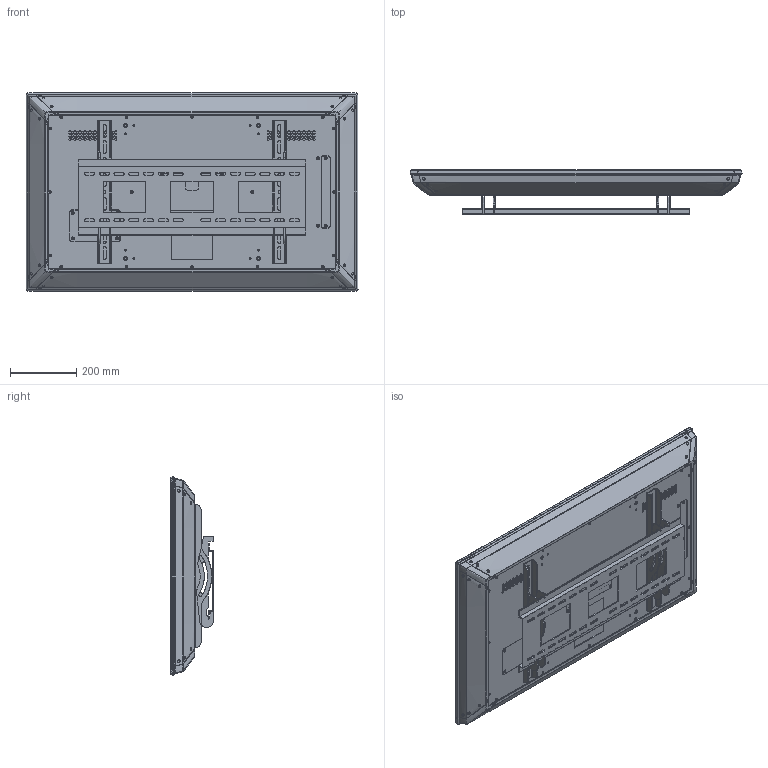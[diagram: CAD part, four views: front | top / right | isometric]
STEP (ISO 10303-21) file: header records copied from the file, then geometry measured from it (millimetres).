
FILE_DESCRIPTION (( 'STEP AP214' ), '1' );
FILE_NAME ('43 Presenter with Mount.STEP', '2020-09-14T16:25:14', ( '' ), ( '' ), 'SwSTEP 2.0', 'SolidWorks 2019', '' );
FILE_SCHEMA (( 'AUTOMOTIVE_DESIGN' ));
Length unit declared in the file: inch
Products named in the file (5): Presenter Mount; 43 Presenter; 43 Presenter with Mount
Assembly tree (2 placements, depth 2):
  Presenter Mount
  43 Presenter
  43 Presenter with Mount
    Presenter Mount
    43 Presenter
Bounding box: 998.74 x 131.98 x 595.84 mm (x, y, z)
Volume: 39616718.8 mm3; surface area: 1910680.8 mm2
Topology: 2 solids, 2 shells, 3076 faces, 8033 edges, 5147 vertices
Faces by surface type: plane 1928, cylinder 568, bspline 400, cone 144, sphere 36
Entity records: 178927 total; most frequent: CARTESIAN_POINT 105468, ORIENTED_EDGE 15962, DIRECTION 13766, EDGE_CURVE 7981, LINE 5218, VECTOR 5218, VERTEX_POINT 5147, AXIS2_PLACEMENT_3D 4274
